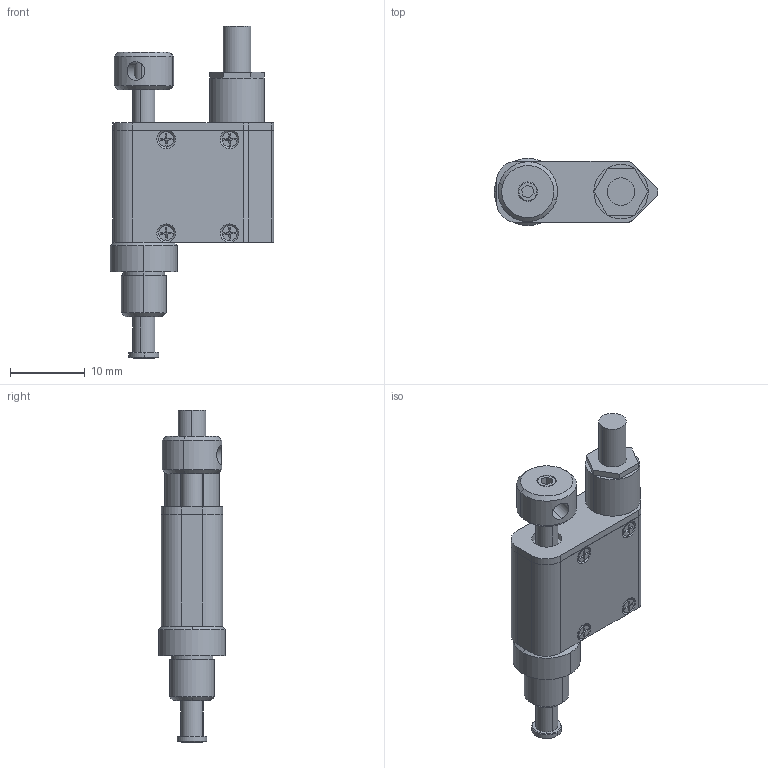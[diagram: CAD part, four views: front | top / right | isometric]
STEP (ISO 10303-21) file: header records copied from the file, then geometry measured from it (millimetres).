
FILE_DESCRIPTION (( 'STEP AP203' ), '1' );
FILE_NAME ('PAM3-6.5_Temp.STEP', '2024-01-16T05:27:26', ( '' ), ( '' ), 'SwSTEP 2.0', 'SolidWorks 2013', '' );
FILE_SCHEMA (( 'CONFIG_CONTROL_DESIGN' ));
Length unit declared in the file: millimetre
Products named in the file (3): 1_蹬怮椔; 2_蹬怮椔; PAM3-6.5_Temp
Assembly tree (2 placements, depth 2):
  PAM3-6.5_Temp
    2_蹬怮椔
    1_蹬怮椔
Bounding box: 21.92 x 9 x 44.54 mm (x, y, z)
Volume: 3883 mm3; surface area: 3464.3 mm2
Topology: 16 solids, 16 shells, 395 faces, 946 edges, 598 vertices
Faces by surface type: plane 194, cylinder 125, cone 72, bspline 4
Entity records: 11789 total; most frequent: CARTESIAN_POINT 2154, DIRECTION 2012, ORIENTED_EDGE 1868, EDGE_CURVE 934, AXIS2_PLACEMENT_3D 710, VERTEX_POINT 598, VECTOR 592, LINE 592
